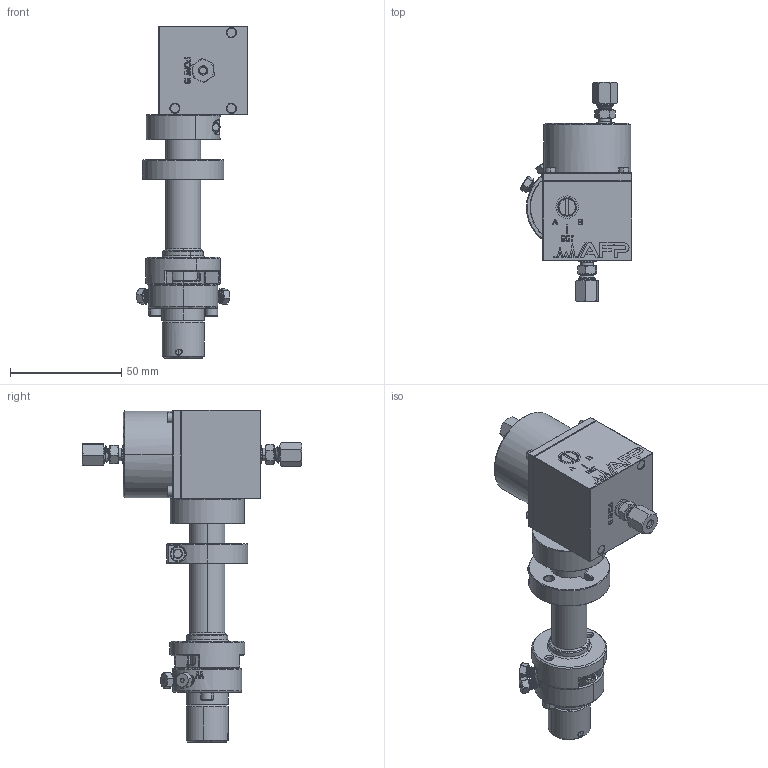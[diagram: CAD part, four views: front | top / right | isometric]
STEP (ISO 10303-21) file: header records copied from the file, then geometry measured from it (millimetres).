
FILE_DESCRIPTION (( 'STEP AP214' ), '1' );
FILE_NAME ('MRV04-16R2-0019-3P_Blank.STEP', '2024-04-17T14:01:44', ( '' ), ( '' ), 'SwSTEP 2.0', 'SolidWorks 2022', '' );
FILE_SCHEMA (( 'AUTOMOTIVE_DESIGN' ));
Length unit declared in the file: millimetre
Products named in the file (4): MRV04-16R2-0019-3P_Blank; MPA-0001-3P_Blank; AF00-9989-0000_Blank_AF00-9989-0000; MRV04-16R2-0019_Blank
Assembly tree (4 placements, depth 2):
  MRV04-16R2-0019-3P_Blank
    MPA-0001-3P_Blank
    AF00-9989-0000_Blank_AF00-9989-0000  x2
    MRV04-16R2-0019_Blank
Bounding box: 50.02 x 98.49 x 149.26 mm (x, y, z)
Volume: 141334.8 mm3; surface area: 33027.8 mm2
Topology: 5 solids, 5 shells, 1866 faces, 4844 edges, 3082 vertices
Faces by surface type: plane 868, cylinder 437, cone 336, bspline 197, torus 28
Entity records: 79752 total; most frequent: CARTESIAN_POINT 39673, ORIENTED_EDGE 9076, DIRECTION 7230, EDGE_CURVE 4538, VERTEX_POINT 2890, VECTOR 2448, LINE 2448, AXIS2_PLACEMENT_3D 2391
